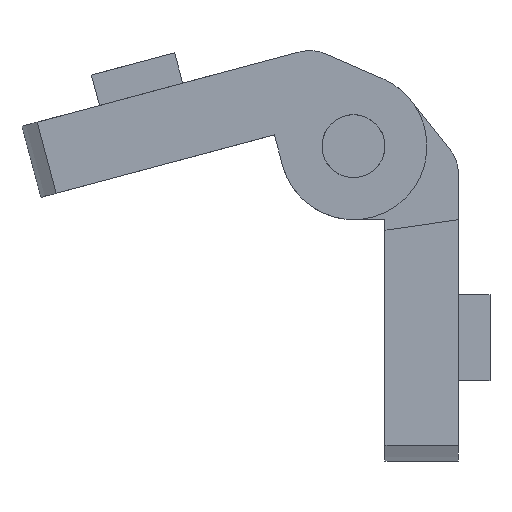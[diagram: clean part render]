
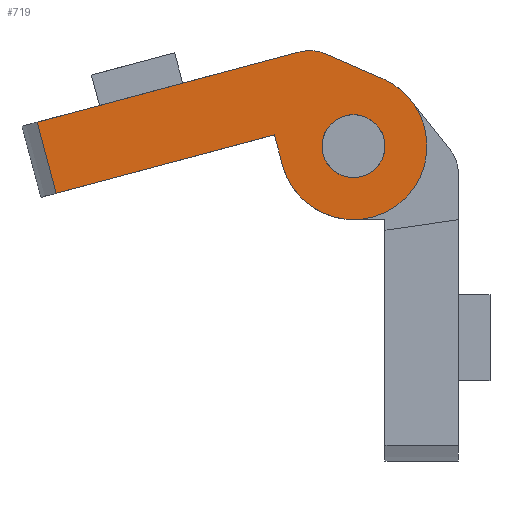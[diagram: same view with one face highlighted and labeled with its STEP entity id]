
A CAD part, left-side view. The second image highlights one B-rep face of the part: STEP entity #719.
In plain terms, the highlighted face is planar.
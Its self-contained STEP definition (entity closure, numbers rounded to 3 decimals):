
#8 = DIRECTION ( 'NONE',  ( 0., 1., 0. ) ) ;
#14 = VECTOR ( 'NONE', #8, 1000. ) ;
#22 = CARTESIAN_POINT ( 'NONE',  ( 35.5, 0., 25. ) ) ;
#25 = CARTESIAN_POINT ( 'NONE',  ( 0., 10., 25. ) ) ;
#49 = ORIENTED_EDGE ( 'NONE', *, *, #1573, .T. ) ;
#74 = EDGE_CURVE ( 'NONE', #1783, #800, #1016, .T. ) ;
#76 = CARTESIAN_POINT ( 'NONE',  ( 37., 7., 25. ) ) ;
#140 = CARTESIAN_POINT ( 'NONE',  ( 7.205, 0.875, 25. ) ) ;
#144 = AXIS2_PLACEMENT_3D ( 'NONE', #1582, #1446, #873 ) ;
#163 = CARTESIAN_POINT ( 'NONE',  ( 2.63, 4.532, 25. ) ) ;
#192 = LINE ( 'NONE', #76, #322 ) ;
#231 = DIRECTION ( 'NONE',  ( 1., 0., 0. ) ) ;
#245 = CARTESIAN_POINT ( 'NONE',  ( 7., 10., 25. ) ) ;
#270 = CARTESIAN_POINT ( 'NONE',  ( 14., 10., 25. ) ) ;
#309 = DIRECTION ( 'NONE',  ( 1., 0., 0. ) ) ;
#322 = VECTOR ( 'NONE', #1656, 1000. ) ;
#335 = FACE_BOUND ( 'NONE', #1115, .T. ) ;
#353 = AXIS2_PLACEMENT_3D ( 'NONE', #548, #809, #231 ) ;
#373 = ORIENTED_EDGE ( 'NONE', *, *, #1030, .T. ) ;
#374 = EDGE_CURVE ( 'NONE', #1122, #1742, #823, .T. ) ;
#381 = CIRCLE ( 'NONE', #1826, 4. ) ;
#445 = DIRECTION ( 'NONE',  ( 0., 0., 1. ) ) ;
#450 = CIRCLE ( 'NONE', #1706, 3. ) ;
#485 = AXIS2_PLACEMENT_3D ( 'NONE', #245, #1266, #706 ) ;
#502 = CARTESIAN_POINT ( 'NONE',  ( 7.205, 0.875, 25. ) ) ;
#527 = EDGE_CURVE ( 'NONE', #1370, #1806, #594, .T. ) ;
#548 = CARTESIAN_POINT ( 'NONE',  ( 7., 10., 25. ) ) ;
#587 = CARTESIAN_POINT ( 'NONE',  ( 35.5, -18., 25. ) ) ;
#589 = CARTESIAN_POINT ( 'NONE',  ( 9.702, 0., 25. ) ) ;
#594 = CIRCLE ( 'NONE', #144, 7. ) ;
#656 = VERTEX_POINT ( 'NONE', #1042 ) ;
#706 = DIRECTION ( 'NONE',  ( 1., 0., 0. ) ) ;
#712 = VECTOR ( 'NONE', #967, 1000. ) ;
#719 = ADVANCED_FACE ( 'NONE', ( #335, #998 ), #1395, .T. ) ;
#760 = DIRECTION ( 'NONE',  ( 1., 0., 0. ) ) ;
#800 = VERTEX_POINT ( 'NONE', #1123 ) ;
#809 = DIRECTION ( 'NONE',  ( 0., 0., 1. ) ) ;
#820 = ORIENTED_EDGE ( 'NONE', *, *, #821, .T. ) ;
#821 = EDGE_CURVE ( 'NONE', #1806, #1505, #1403, .T. ) ;
#823 = LINE ( 'NONE', #1662, #712 ) ;
#856 = ORIENTED_EDGE ( 'NONE', *, *, #1396, .T. ) ;
#873 = DIRECTION ( 'NONE',  ( 1., 0., 0. ) ) ;
#923 = DIRECTION ( 'NONE',  ( 1., 0., 0. ) ) ;
#967 = DIRECTION ( 'NONE',  ( 0., 1., 0. ) ) ;
#983 = VECTOR ( 'NONE', #923, 1000. ) ;
#998 = FACE_OUTER_BOUND ( 'NONE', #1207, .T. ) ;
#1016 = LINE ( 'NONE', #587, #14 ) ;
#1030 = EDGE_CURVE ( 'NONE', #1505, #1355, #381, .T. ) ;
#1042 = CARTESIAN_POINT ( 'NONE',  ( 10., 10., 25. ) ) ;
#1115 = EDGE_LOOP ( 'NONE', ( #1155, #1384 ) ) ;
#1122 = VERTEX_POINT ( 'NONE', #1510 ) ;
#1123 = CARTESIAN_POINT ( 'NONE',  ( 35.5, 7., 25. ) ) ;
#1155 = ORIENTED_EDGE ( 'NONE', *, *, #1835, .F. ) ;
#1162 = CIRCLE ( 'NONE', #353, 3. ) ;
#1176 = CARTESIAN_POINT ( 'NONE',  ( 7., 10., 25. ) ) ;
#1207 = EDGE_LOOP ( 'NONE', ( #49, #1539, #1229, #1501, #856, #1440, #820, #373 ) ) ;
#1220 = DIRECTION ( 'NONE',  ( 0., 0., 1. ) ) ;
#1229 = ORIENTED_EDGE ( 'NONE', *, *, #1521, .T. ) ;
#1266 = DIRECTION ( 'NONE',  ( 0., 0., 1. ) ) ;
#1286 = AXIS2_PLACEMENT_3D ( 'NONE', #1176, #445, #309 ) ;
#1326 = CARTESIAN_POINT ( 'NONE',  ( 9.702, 4., 25. ) ) ;
#1355 = VERTEX_POINT ( 'NONE', #589 ) ;
#1370 = VERTEX_POINT ( 'NONE', #25 ) ;
#1380 = CIRCLE ( 'NONE', #1286, 7. ) ;
#1384 = ORIENTED_EDGE ( 'NONE', *, *, #1715, .F. ) ;
#1395 = PLANE ( 'NONE',  #485 ) ;
#1396 = EDGE_CURVE ( 'NONE', #1742, #1370, #1380, .T. ) ;
#1403 = LINE ( 'NONE', #140, #1436 ) ;
#1436 = VECTOR ( 'NONE', #1543, 1000. ) ;
#1440 = ORIENTED_EDGE ( 'NONE', *, *, #527, .T. ) ;
#1446 = DIRECTION ( 'NONE',  ( 0., 0., 1. ) ) ;
#1483 = VERTEX_POINT ( 'NONE', #1508 ) ;
#1501 = ORIENTED_EDGE ( 'NONE', *, *, #374, .T. ) ;
#1505 = VERTEX_POINT ( 'NONE', #502 ) ;
#1508 = CARTESIAN_POINT ( 'NONE',  ( 4., 10., 25. ) ) ;
#1510 = CARTESIAN_POINT ( 'NONE',  ( 14., 7., 25. ) ) ;
#1515 = LINE ( 'NONE', #1809, #983 ) ;
#1521 = EDGE_CURVE ( 'NONE', #800, #1122, #192, .T. ) ;
#1539 = ORIENTED_EDGE ( 'NONE', *, *, #74, .T. ) ;
#1543 = DIRECTION ( 'NONE',  ( 0.781, -0.624, 0. ) ) ;
#1573 = EDGE_CURVE ( 'NONE', #1355, #1783, #1515, .T. ) ;
#1582 = CARTESIAN_POINT ( 'NONE',  ( 7., 10., 25. ) ) ;
#1631 = CARTESIAN_POINT ( 'NONE',  ( 7., 10., 25. ) ) ;
#1656 = DIRECTION ( 'NONE',  ( -1., 0., 0. ) ) ;
#1662 = CARTESIAN_POINT ( 'NONE',  ( 14., 10., 25. ) ) ;
#1706 = AXIS2_PLACEMENT_3D ( 'NONE', #1631, #1220, #760 ) ;
#1715 = EDGE_CURVE ( 'NONE', #656, #1483, #1162, .T. ) ;
#1742 = VERTEX_POINT ( 'NONE', #270 ) ;
#1745 = DIRECTION ( 'NONE',  ( 0., 0., 1. ) ) ;
#1762 = DIRECTION ( 'NONE',  ( 1., 0., 0. ) ) ;
#1783 = VERTEX_POINT ( 'NONE', #22 ) ;
#1806 = VERTEX_POINT ( 'NONE', #163 ) ;
#1809 = CARTESIAN_POINT ( 'NONE',  ( 9.702, 0., 25. ) ) ;
#1826 = AXIS2_PLACEMENT_3D ( 'NONE', #1326, #1745, #1762 ) ;
#1835 = EDGE_CURVE ( 'NONE', #1483, #656, #450, .T. ) ;
